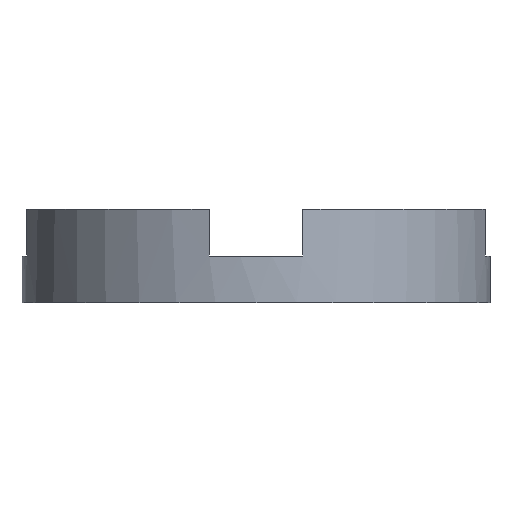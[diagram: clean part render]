
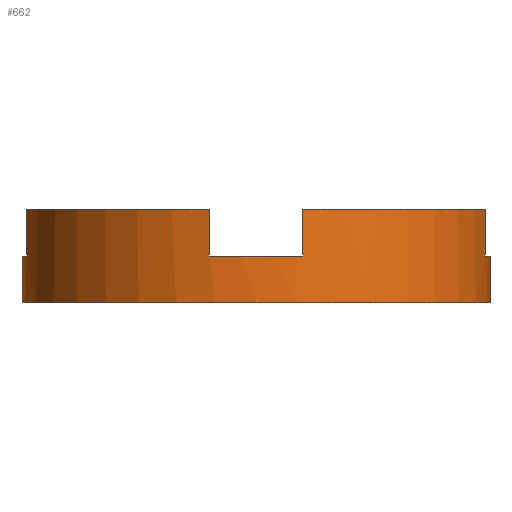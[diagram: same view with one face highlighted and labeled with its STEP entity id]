
A CAD part, front view. The second image highlights one B-rep face of the part: STEP entity #662.
In plain terms, the highlighted cylindrical face has radius 5 mm (diameter 10 mm), a partial arc.
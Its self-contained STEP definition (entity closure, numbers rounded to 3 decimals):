
#10 = VERTEX_POINT ( 'NONE', #339 ) ;
#11 = CARTESIAN_POINT ( 'NONE',  ( 0., 0., 1. ) ) ;
#15 = VERTEX_POINT ( 'NONE', #667 ) ;
#16 = CARTESIAN_POINT ( 'NONE',  ( 0., 0., 1. ) ) ;
#17 = ORIENTED_EDGE ( 'NONE', *, *, #342, .T. ) ;
#28 = DIRECTION ( 'NONE',  ( -1., 0., 0. ) ) ;
#34 = LINE ( 'NONE', #691, #488 ) ;
#46 = DIRECTION ( 'NONE',  ( 0., 0., 1. ) ) ;
#75 = CARTESIAN_POINT ( 'NONE',  ( -5., 0., 1. ) ) ;
#83 = VERTEX_POINT ( 'NONE', #604 ) ;
#84 = DIRECTION ( 'NONE',  ( 0., 0., -1. ) ) ;
#87 = CIRCLE ( 'NONE', #280, 5. ) ;
#92 = EDGE_CURVE ( 'NONE', #264, #10, #356, .T. ) ;
#101 = EDGE_LOOP ( 'NONE', ( #366, #17, #401, #298, #570, #630, #766, #564, #507, #171, #494, #516 ) ) ;
#105 = AXIS2_PLACEMENT_3D ( 'NONE', #11, #320, #511 ) ;
#108 = CARTESIAN_POINT ( 'NONE',  ( 4.899, -1., 1. ) ) ;
#116 = EDGE_CURVE ( 'NONE', #600, #436, #731, .T. ) ;
#127 = CARTESIAN_POINT ( 'NONE',  ( 1., -4.899, 2. ) ) ;
#134 = CIRCLE ( 'NONE', #230, 5. ) ;
#142 = FACE_OUTER_BOUND ( 'NONE', #101, .T. ) ;
#149 = EDGE_CURVE ( 'NONE', #372, #687, #365, .T. ) ;
#151 = CIRCLE ( 'NONE', #537, 5. ) ;
#171 = ORIENTED_EDGE ( 'NONE', *, *, #332, .T. ) ;
#180 = CARTESIAN_POINT ( 'NONE',  ( -5., 0., 2. ) ) ;
#182 = CARTESIAN_POINT ( 'NONE',  ( -1., -4.899, 2. ) ) ;
#190 = LINE ( 'NONE', #127, #390 ) ;
#192 = CARTESIAN_POINT ( 'NONE',  ( -4.899, -1., 2. ) ) ;
#214 = EDGE_CURVE ( 'NONE', #530, #327, #589, .T. ) ;
#219 = DIRECTION ( 'NONE',  ( 0., 0., 1. ) ) ;
#230 = AXIS2_PLACEMENT_3D ( 'NONE', #666, #717, #295 ) ;
#252 = DIRECTION ( 'NONE',  ( -1., 0., 0. ) ) ;
#261 = DIRECTION ( 'NONE',  ( 0., 0., -1. ) ) ;
#264 = VERTEX_POINT ( 'NONE', #605 ) ;
#267 = EDGE_CURVE ( 'NONE', #530, #656, #190, .T. ) ;
#271 = AXIS2_PLACEMENT_3D ( 'NONE', #558, #261, #381 ) ;
#280 = AXIS2_PLACEMENT_3D ( 'NONE', #659, #46, #603 ) ;
#290 = LINE ( 'NONE', #768, #775 ) ;
#295 = DIRECTION ( 'NONE',  ( 1., 0., 0. ) ) ;
#298 = ORIENTED_EDGE ( 'NONE', *, *, #214, .F. ) ;
#299 = DIRECTION ( 'NONE',  ( 0., 0., -1. ) ) ;
#303 = CARTESIAN_POINT ( 'NONE',  ( 1., -4.899, 1. ) ) ;
#309 = CYLINDRICAL_SURFACE ( 'NONE', #271, 5. ) ;
#320 = DIRECTION ( 'NONE',  ( 0., 0., -1. ) ) ;
#327 = VERTEX_POINT ( 'NONE', #624 ) ;
#332 = EDGE_CURVE ( 'NONE', #436, #372, #151, .T. ) ;
#339 = CARTESIAN_POINT ( 'NONE',  ( -1., -4.899, 2. ) ) ;
#342 = EDGE_CURVE ( 'NONE', #15, #505, #486, .T. ) ;
#356 = LINE ( 'NONE', #182, #519 ) ;
#365 = LINE ( 'NONE', #180, #692 ) ;
#366 = ORIENTED_EDGE ( 'NONE', *, *, #543, .F. ) ;
#367 = EDGE_CURVE ( 'NONE', #656, #264, #740, .T. ) ;
#371 = DIRECTION ( 'NONE',  ( 0., 0., 1. ) ) ;
#372 = VERTEX_POINT ( 'NONE', #75 ) ;
#373 = CARTESIAN_POINT ( 'NONE',  ( 0., 0., 1. ) ) ;
#381 = DIRECTION ( 'NONE',  ( -1., 0., 0. ) ) ;
#390 = VECTOR ( 'NONE', #597, 1000. ) ;
#401 = ORIENTED_EDGE ( 'NONE', *, *, #749, .T. ) ;
#417 = AXIS2_PLACEMENT_3D ( 'NONE', #729, #422, #715 ) ;
#422 = DIRECTION ( 'NONE',  ( 0., 0., 1. ) ) ;
#436 = VERTEX_POINT ( 'NONE', #607 ) ;
#437 = DIRECTION ( 'NONE',  ( 0., 0., -1. ) ) ;
#450 = EDGE_CURVE ( 'NONE', #687, #83, #134, .T. ) ;
#486 = CIRCLE ( 'NONE', #613, 5. ) ;
#487 = CARTESIAN_POINT ( 'NONE',  ( -5., 0., 0. ) ) ;
#488 = VECTOR ( 'NONE', #219, 1000. ) ;
#494 = ORIENTED_EDGE ( 'NONE', *, *, #149, .T. ) ;
#505 = VERTEX_POINT ( 'NONE', #108 ) ;
#507 = ORIENTED_EDGE ( 'NONE', *, *, #116, .T. ) ;
#511 = DIRECTION ( 'NONE',  ( -1., 0., 0. ) ) ;
#516 = ORIENTED_EDGE ( 'NONE', *, *, #450, .T. ) ;
#519 = VECTOR ( 'NONE', #371, 1000. ) ;
#530 = VERTEX_POINT ( 'NONE', #531 ) ;
#531 = CARTESIAN_POINT ( 'NONE',  ( 1., -4.899, 2. ) ) ;
#537 = AXIS2_PLACEMENT_3D ( 'NONE', #16, #437, #252 ) ;
#543 = EDGE_CURVE ( 'NONE', #15, #83, #290, .T. ) ;
#558 = CARTESIAN_POINT ( 'NONE',  ( 0., 0., 2. ) ) ;
#564 = ORIENTED_EDGE ( 'NONE', *, *, #573, .F. ) ;
#570 = ORIENTED_EDGE ( 'NONE', *, *, #267, .T. ) ;
#573 = EDGE_CURVE ( 'NONE', #600, #10, #87, .T. ) ;
#582 = VECTOR ( 'NONE', #601, 1000. ) ;
#589 = CIRCLE ( 'NONE', #417, 5. ) ;
#597 = DIRECTION ( 'NONE',  ( 0., 0., -1. ) ) ;
#600 = VERTEX_POINT ( 'NONE', #726 ) ;
#601 = DIRECTION ( 'NONE',  ( 0., 0., -1. ) ) ;
#603 = DIRECTION ( 'NONE',  ( 1., 0., 0. ) ) ;
#604 = CARTESIAN_POINT ( 'NONE',  ( 5., 0., 0. ) ) ;
#605 = CARTESIAN_POINT ( 'NONE',  ( -1., -4.899, 1. ) ) ;
#607 = CARTESIAN_POINT ( 'NONE',  ( -4.899, -1., 1. ) ) ;
#613 = AXIS2_PLACEMENT_3D ( 'NONE', #373, #84, #28 ) ;
#624 = CARTESIAN_POINT ( 'NONE',  ( 4.899, -1., 2. ) ) ;
#630 = ORIENTED_EDGE ( 'NONE', *, *, #367, .T. ) ;
#656 = VERTEX_POINT ( 'NONE', #303 ) ;
#659 = CARTESIAN_POINT ( 'NONE',  ( 0., 0., 2. ) ) ;
#662 = ADVANCED_FACE ( 'NONE', ( #142 ), #309, .T. ) ;
#666 = CARTESIAN_POINT ( 'NONE',  ( 0., 0., 0. ) ) ;
#667 = CARTESIAN_POINT ( 'NONE',  ( 5., 0., 1. ) ) ;
#687 = VERTEX_POINT ( 'NONE', #487 ) ;
#691 = CARTESIAN_POINT ( 'NONE',  ( 4.899, -1., 2. ) ) ;
#692 = VECTOR ( 'NONE', #723, 1000. ) ;
#715 = DIRECTION ( 'NONE',  ( 1., 0., 0. ) ) ;
#717 = DIRECTION ( 'NONE',  ( 0., 0., 1. ) ) ;
#723 = DIRECTION ( 'NONE',  ( 0., 0., -1. ) ) ;
#726 = CARTESIAN_POINT ( 'NONE',  ( -4.899, -1., 2. ) ) ;
#729 = CARTESIAN_POINT ( 'NONE',  ( 0., 0., 2. ) ) ;
#731 = LINE ( 'NONE', #192, #582 ) ;
#740 = CIRCLE ( 'NONE', #105, 5. ) ;
#749 = EDGE_CURVE ( 'NONE', #505, #327, #34, .T. ) ;
#766 = ORIENTED_EDGE ( 'NONE', *, *, #92, .T. ) ;
#768 = CARTESIAN_POINT ( 'NONE',  ( 5., 0., 2. ) ) ;
#775 = VECTOR ( 'NONE', #299, 1000. ) ;
